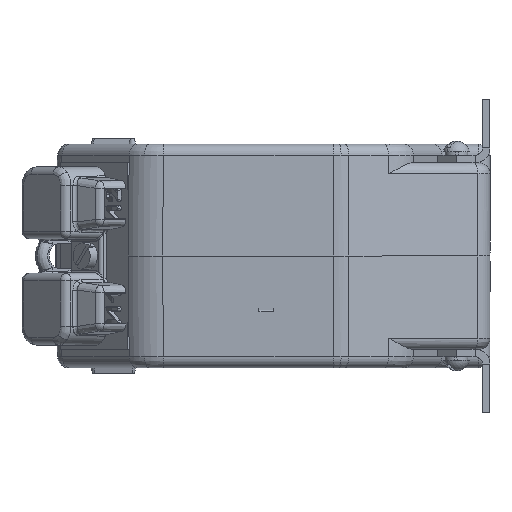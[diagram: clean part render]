
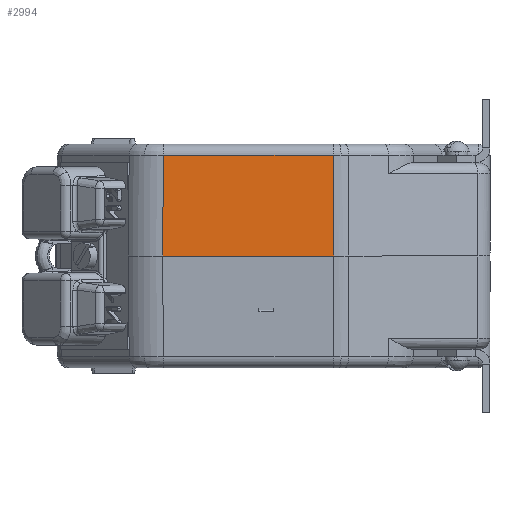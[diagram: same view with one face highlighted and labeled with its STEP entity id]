
A CAD part, left-side view. The second image highlights one B-rep face of the part: STEP entity #2994.
In plain terms, the highlighted planar face has unit normal (-1, 0, 0.018).
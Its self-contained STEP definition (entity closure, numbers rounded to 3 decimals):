
#2994 = ADVANCED_FACE ( 'NONE', ( #14514 ), #17752, .T. ) ;
#4773 = CARTESIAN_POINT ( 'NONE',  ( -52.028, 27.61, 27.052 ) ) ;
#4830 = CARTESIAN_POINT ( 'NONE',  ( -52.5, 27.83, 0. ) ) ;
#4854 = CARTESIAN_POINT ( 'NONE',  ( -52.028, -17.963, 27.052 ) ) ;
#4855 = CARTESIAN_POINT ( 'NONE',  ( -52.5, -18.046, 0. ) ) ;
#5425 = EDGE_LOOP ( 'NONE', ( #6989, #6990, #6991, #6992 ) ) ;
#5930 = EDGE_CURVE ( 'NONE', #21117, #21174, #20278, .T. ) ;
#5964 = EDGE_CURVE ( 'NONE', #21199, #21198, #20316, .T. ) ;
#5967 = EDGE_CURVE ( 'NONE', #21198, #21117, #20304, .T. ) ;
#5969 = EDGE_CURVE ( 'NONE', #21199, #21174, #20331, .T. ) ;
#6989 = ORIENTED_EDGE ( 'NONE', *, *, #5964, .T. ) ;
#6990 = ORIENTED_EDGE ( 'NONE', *, *, #5967, .T. ) ;
#6991 = ORIENTED_EDGE ( 'NONE', *, *, #5930, .T. ) ;
#6992 = ORIENTED_EDGE ( 'NONE', *, *, #5969, .F. ) ;
#14514 = FACE_OUTER_BOUND ( 'NONE', #5425, .T. ) ;
#15116 = AXIS2_PLACEMENT_3D ( 'NONE', #17750, #17755, #17756 ) ;
#17750 = CARTESIAN_POINT ( 'NONE',  ( -52.5, 33.425, 0. ) ) ;
#17752 = PLANE ( 'NONE',  #15116 ) ;
#17755 = DIRECTION ( 'NONE',  ( -1., 0., 0.017 ) ) ;
#17756 = DIRECTION ( 'NONE',  ( -0.017, 0., -1. ) ) ;
#19697 = CARTESIAN_POINT ( 'NONE',  ( -52.501, 27.83, -0.046 ) ) ;
#19717 = DIRECTION ( 'NONE',  ( -0.017, 0.008, -1. ) ) ;
#20267 = VECTOR ( 'NONE', #19717, 1000. ) ;
#20278 = LINE ( 'NONE', #19697, #20267 ) ;
#20304 = LINE ( 'NONE', #21329, #20328 ) ;
#20316 = LINE ( 'NONE', #21317, #20325 ) ;
#20325 = VECTOR ( 'NONE', #21321, 1000. ) ;
#20328 = VECTOR ( 'NONE', #21330, 1000. ) ;
#20331 = LINE ( 'NONE', #21333, #20332 ) ;
#20332 = VECTOR ( 'NONE', #21334, 1000. ) ;
#21117 = VERTEX_POINT ( 'NONE', #4773 ) ;
#21174 = VERTEX_POINT ( 'NONE', #4830 ) ;
#21198 = VERTEX_POINT ( 'NONE', #4854 ) ;
#21199 = VERTEX_POINT ( 'NONE', #4855 ) ;
#21317 = CARTESIAN_POINT ( 'NONE',  ( -52.497, -18.045, 0.158 ) ) ;
#21321 = DIRECTION ( 'NONE',  ( 0.017, 0.003, 1. ) ) ;
#21329 = CARTESIAN_POINT ( 'NONE',  ( -52.028, 33.425, 27.052 ) ) ;
#21330 = DIRECTION ( 'NONE',  ( 0., 1., 0. ) ) ;
#21333 = CARTESIAN_POINT ( 'NONE',  ( -52.5, 33.425, 0. ) ) ;
#21334 = DIRECTION ( 'NONE',  ( 0., 1., 0. ) ) ;
